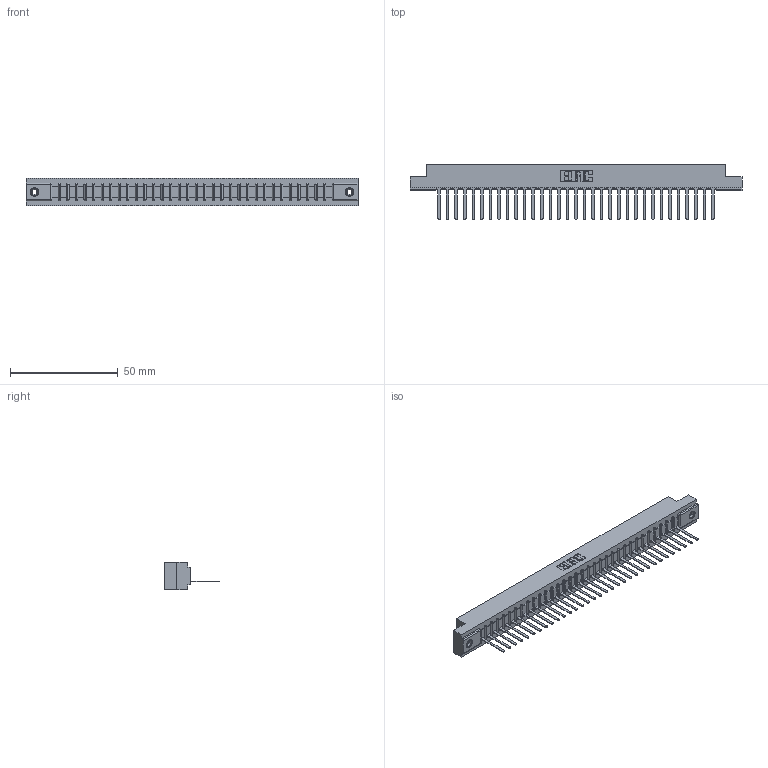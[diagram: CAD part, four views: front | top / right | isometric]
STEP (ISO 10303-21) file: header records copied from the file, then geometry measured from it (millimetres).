
FILE_DESCRIPTION (( 'STEP AP203' ), '1' );
FILE_NAME ('357-033-447-108.STEP', '2020-10-02T07:26:47', ( '' ), ( '' ), 'SwSTEP 2.0', 'SolidWorks 2020', '' );
FILE_SCHEMA (( 'CONFIG_CONTROL_DESIGN' ));
Length unit declared in the file: inch
Products named in the file (4): 307 Part_.156 Dia Mounting Holes; 357-033-447-108; 307-290-001_547; 345-250-001_345-250-003-102
Assembly tree (36 placements, depth 2):
  357-033-447-108
    307 Part_.156 Dia Mounting Holes
    307-290-001_547  x33
    345-250-001_345-250-003-102  x2
Bounding box: 153.77 x 25.43 x 12.7 mm (x, y, z)
Volume: 15981.8 mm3; surface area: 17318.2 mm2
Topology: 36 solids, 36 shells, 2060 faces, 5805 edges, 3726 vertices
Faces by surface type: plane 1323, cylinder 653, sphere 68, cone 12, torus 4
Entity records: 30553 total; most frequent: CARTESIAN_POINT 5123, ORIENTED_EDGE 5102, DIRECTION 4997, EDGE_CURVE 2551, LINE 1953, VECTOR 1953, VERTEX_POINT 1648, AXIS2_PLACEMENT_3D 1522
